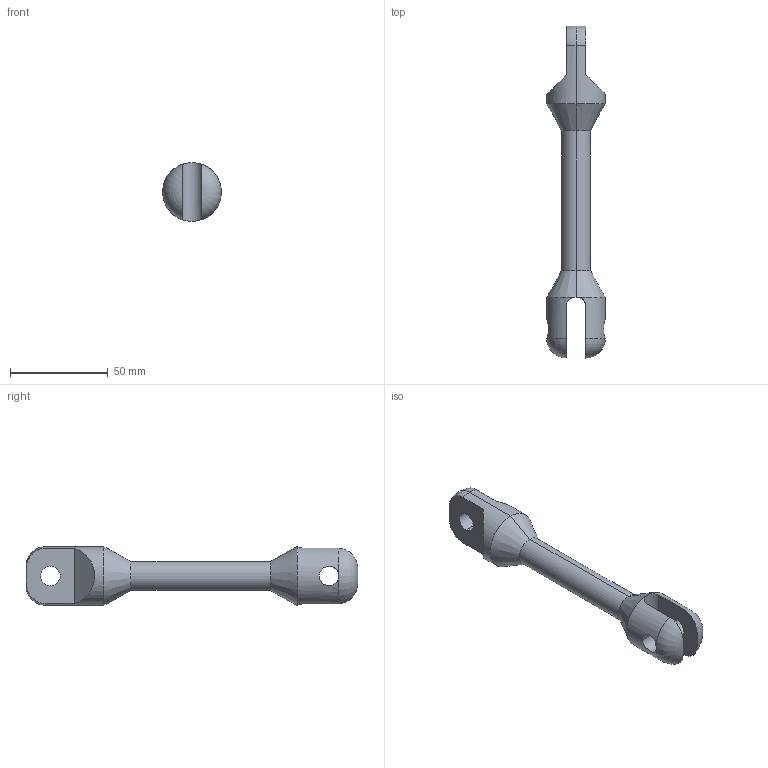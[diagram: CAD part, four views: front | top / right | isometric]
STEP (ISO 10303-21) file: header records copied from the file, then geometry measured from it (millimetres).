
FILE_DESCRIPTION (( 'STEP AP203' ), '1' );
FILE_NAME ('Lever Arm -002_Default_sldprt.STEP', '2025-02-07T15:32:58', ( '' ), ( '' ), 'SwSTEP 2.0', 'SolidWorks 2024', '' );
FILE_SCHEMA (( 'CONFIG_CONTROL_DESIGN' ));
Length unit declared in the file: millimetre
Products named in the file (1): Lever Arm -002_Default_sldprt
Bounding box: 30 x 170 x 30 mm (x, y, z)
Volume: 48740.2 mm3; surface area: 13744.5 mm2
Topology: 1 solids, 1 shells, 29 faces, 79 edges, 50 vertices
Faces by surface type: cylinder 13, plane 7, torus 5, cone 4
Entity records: 1371 total; most frequent: CARTESIAN_POINT 571, ORIENTED_EDGE 158, DIRECTION 145, EDGE_CURVE 79, AXIS2_PLACEMENT_3D 59, VERTEX_POINT 50, EDGE_LOOP 33, ADVANCED_FACE 29
